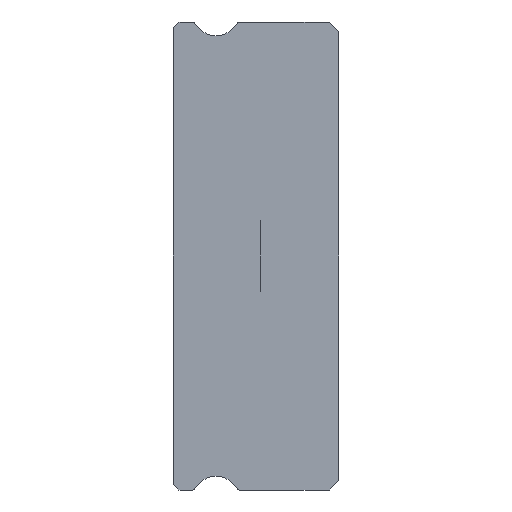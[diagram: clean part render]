
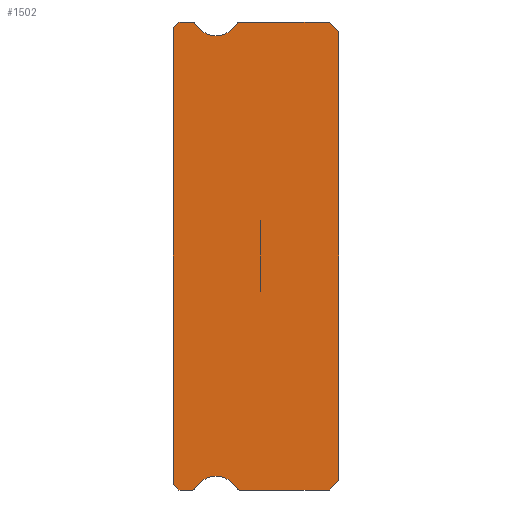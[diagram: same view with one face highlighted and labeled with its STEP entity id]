
A CAD part, left-side view. The second image highlights one B-rep face of the part: STEP entity #1502.
In plain terms, the highlighted planar face has unit normal (-1, 0, 0).
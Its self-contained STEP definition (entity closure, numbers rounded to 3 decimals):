
#45 = VERTEX_POINT ( 'NONE', #1570 ) ;
#48 = VERTEX_POINT ( 'NONE', #526 ) ;
#130 = VERTEX_POINT ( 'NONE', #1634 ) ;
#142 = DIRECTION ( 'NONE',  ( 0., 0., -1. ) ) ;
#173 = ORIENTED_EDGE ( 'NONE', *, *, #772, .T. ) ;
#181 = CARTESIAN_POINT ( 'NONE',  ( -5., 5.217, -11.925 ) ) ;
#194 = ORIENTED_EDGE ( 'NONE', *, *, #1170, .T. ) ;
#197 = DIRECTION ( 'NONE',  ( 0., 0., 1. ) ) ;
#212 = VERTEX_POINT ( 'NONE', #331 ) ;
#225 = EDGE_LOOP ( 'NONE', ( #1258, #194, #1906, #659, #1003, #1540, #2071, #397, #173, #853, #837, #1162, #1671, #1968, #333, #2122, #477 ) ) ;
#229 = PLANE ( 'NONE',  #1380 ) ;
#244 = AXIS2_PLACEMENT_3D ( 'NONE', #2081, #563, #1952 ) ;
#263 = CARTESIAN_POINT ( 'NONE',  ( -5., 8.2, -12. ) ) ;
#266 = CARTESIAN_POINT ( 'NONE',  ( -5., 5.088, -12. ) ) ;
#276 = CARTESIAN_POINT ( 'NONE',  ( -5., 0., -11.5 ) ) ;
#295 = CARTESIAN_POINT ( 'NONE',  ( -5., 7.512, -12. ) ) ;
#313 = DIRECTION ( 'NONE',  ( -1., 0., 0. ) ) ;
#331 = CARTESIAN_POINT ( 'NONE',  ( -5., 0.5, -12. ) ) ;
#333 = ORIENTED_EDGE ( 'NONE', *, *, #685, .F. ) ;
#349 = VECTOR ( 'NONE', #1087, 1000. ) ;
#351 = CARTESIAN_POINT ( 'NONE',  ( -5., 8.2, 12. ) ) ;
#360 = EDGE_CURVE ( 'NONE', #844, #1454, #402, .T. ) ;
#377 = EDGE_CURVE ( 'NONE', #2158, #442, #2209, .T. ) ;
#380 = CARTESIAN_POINT ( 'NONE',  ( -5., 5.088, 11.85 ) ) ;
#388 = AXIS2_PLACEMENT_3D ( 'NONE', #380, #1414, #1076 ) ;
#397 = ORIENTED_EDGE ( 'NONE', *, *, #2006, .F. ) ;
#402 = LINE ( 'NONE', #1422, #349 ) ;
#442 = VERTEX_POINT ( 'NONE', #1610 ) ;
#454 = VECTOR ( 'NONE', #197, 1000. ) ;
#460 = CIRCLE ( 'NONE', #1646, 0.15 ) ;
#467 = VERTEX_POINT ( 'NONE', #1382 ) ;
#477 = ORIENTED_EDGE ( 'NONE', *, *, #1805, .T. ) ;
#526 = CARTESIAN_POINT ( 'NONE',  ( -5., 7.383, -11.925 ) ) ;
#549 = VERTEX_POINT ( 'NONE', #1305 ) ;
#563 = DIRECTION ( 'NONE',  ( -1., 0., 0. ) ) ;
#603 = DIRECTION ( 'NONE',  ( 1., 0., 0. ) ) ;
#626 = DIRECTION ( 'NONE',  ( 0., -0.707, -0.707 ) ) ;
#628 = EDGE_CURVE ( 'NONE', #442, #467, #2028, .T. ) ;
#653 = DIRECTION ( 'NONE',  ( 0., -1., 0. ) ) ;
#659 = ORIENTED_EDGE ( 'NONE', *, *, #1868, .F. ) ;
#667 = EDGE_CURVE ( 'NONE', #1742, #48, #1782, .T. ) ;
#672 = CIRCLE ( 'NONE', #1609, 0.15 ) ;
#685 = EDGE_CURVE ( 'NONE', #844, #2158, #672, .T. ) ;
#689 = CARTESIAN_POINT ( 'NONE',  ( -5., 7.512, -12. ) ) ;
#697 = DIRECTION ( 'NONE',  ( 0., -0.707, -0.707 ) ) ;
#702 = DIRECTION ( 'NONE',  ( -1., 0., 0. ) ) ;
#718 = CARTESIAN_POINT ( 'NONE',  ( -5., 8.5, 11.85 ) ) ;
#753 = VECTOR ( 'NONE', #1082, 1000. ) ;
#761 = LINE ( 'NONE', #263, #1373 ) ;
#772 = EDGE_CURVE ( 'NONE', #972, #1929, #1418, .T. ) ;
#776 = DIRECTION ( 'NONE',  ( 0., 0., -1. ) ) ;
#784 = EDGE_CURVE ( 'NONE', #212, #1876, #1904, .T. ) ;
#837 = ORIENTED_EDGE ( 'NONE', *, *, #1913, .F. ) ;
#844 = VERTEX_POINT ( 'NONE', #1660 ) ;
#853 = ORIENTED_EDGE ( 'NONE', *, *, #1522, .F. ) ;
#856 = VECTOR ( 'NONE', #1419, 1000. ) ;
#906 = CIRCLE ( 'NONE', #388, 0.15 ) ;
#907 = CARTESIAN_POINT ( 'NONE',  ( -5., 0., 11.5 ) ) ;
#924 = CARTESIAN_POINT ( 'NONE',  ( -5., 7.512, -12. ) ) ;
#972 = VERTEX_POINT ( 'NONE', #1025 ) ;
#999 = AXIS2_PLACEMENT_3D ( 'NONE', #1829, #603, #776 ) ;
#1003 = ORIENTED_EDGE ( 'NONE', *, *, #667, .F. ) ;
#1008 = CARTESIAN_POINT ( 'NONE',  ( -5., 7.512, 11.85 ) ) ;
#1025 = CARTESIAN_POINT ( 'NONE',  ( -5., 0., -11.5 ) ) ;
#1042 = DIRECTION ( 'NONE',  ( 0., 0., -1. ) ) ;
#1076 = DIRECTION ( 'NONE',  ( 0., 0., -1. ) ) ;
#1079 = VECTOR ( 'NONE', #697, 1000. ) ;
#1082 = DIRECTION ( 'NONE',  ( 0., 0.707, -0.707 ) ) ;
#1087 = DIRECTION ( 'NONE',  ( 0., 1., 0. ) ) ;
#1121 = CARTESIAN_POINT ( 'NONE',  ( -5., 5.088, -11.85 ) ) ;
#1135 = CARTESIAN_POINT ( 'NONE',  ( -5., 0., 11.5 ) ) ;
#1138 = VECTOR ( 'NONE', #1838, 1000. ) ;
#1149 = DIRECTION ( 'NONE',  ( 0., 0.707, -0.707 ) ) ;
#1162 = ORIENTED_EDGE ( 'NONE', *, *, #1565, .F. ) ;
#1170 = EDGE_CURVE ( 'NONE', #549, #45, #761, .T. ) ;
#1172 = CARTESIAN_POINT ( 'NONE',  ( -5., 6.3, 12.55 ) ) ;
#1192 = LINE ( 'NONE', #689, #2105 ) ;
#1208 = CARTESIAN_POINT ( 'NONE',  ( -5., 6.3, -12.55 ) ) ;
#1238 = CARTESIAN_POINT ( 'NONE',  ( -5., 0.5, 12. ) ) ;
#1254 = DIRECTION ( 'NONE',  ( 0., 1., 0. ) ) ;
#1258 = ORIENTED_EDGE ( 'NONE', *, *, #1821, .F. ) ;
#1282 = LINE ( 'NONE', #1773, #753 ) ;
#1305 = CARTESIAN_POINT ( 'NONE',  ( -5., 8.5, -11.7 ) ) ;
#1316 = EDGE_CURVE ( 'NONE', #45, #1396, #1192, .T. ) ;
#1338 = CARTESIAN_POINT ( 'NONE',  ( -5., 0.5, 12. ) ) ;
#1373 = VECTOR ( 'NONE', #626, 1000. ) ;
#1380 = AXIS2_PLACEMENT_3D ( 'NONE', #1423, #1568, #1933 ) ;
#1382 = CARTESIAN_POINT ( 'NONE',  ( -5., 5.217, 11.925 ) ) ;
#1396 = VERTEX_POINT ( 'NONE', #295 ) ;
#1414 = DIRECTION ( 'NONE',  ( 1., 0., 0. ) ) ;
#1418 = LINE ( 'NONE', #907, #454 ) ;
#1419 = DIRECTION ( 'NONE',  ( 0., 0., 1. ) ) ;
#1422 = CARTESIAN_POINT ( 'NONE',  ( -5., 8.2, 12. ) ) ;
#1423 = CARTESIAN_POINT ( 'NONE',  ( -5., 7.512, 11.85 ) ) ;
#1433 = CIRCLE ( 'NONE', #999, 0.15 ) ;
#1454 = VERTEX_POINT ( 'NONE', #351 ) ;
#1461 = LINE ( 'NONE', #718, #856 ) ;
#1492 = LINE ( 'NONE', #276, #1987 ) ;
#1494 = LINE ( 'NONE', #1664, #1138 ) ;
#1502 = ADVANCED_FACE ( 'NONE', ( #1908 ), #229, .F. ) ;
#1522 = EDGE_CURVE ( 'NONE', #1943, #1929, #1740, .T. ) ;
#1540 = ORIENTED_EDGE ( 'NONE', *, *, #1588, .F. ) ;
#1549 = DIRECTION ( 'NONE',  ( 1., 0., 0. ) ) ;
#1565 = EDGE_CURVE ( 'NONE', #467, #1830, #906, .T. ) ;
#1568 = DIRECTION ( 'NONE',  ( 1., 0., 0. ) ) ;
#1570 = CARTESIAN_POINT ( 'NONE',  ( -5., 8.2, -12. ) ) ;
#1571 = DIRECTION ( 'NONE',  ( 0., 0., -1. ) ) ;
#1588 = EDGE_CURVE ( 'NONE', #1876, #1742, #460, .T. ) ;
#1609 = AXIS2_PLACEMENT_3D ( 'NONE', #1008, #1549, #1042 ) ;
#1610 = CARTESIAN_POINT ( 'NONE',  ( -5., 6.3, 11.3 ) ) ;
#1622 = DIRECTION ( 'NONE',  ( 0., 0., -1. ) ) ;
#1634 = CARTESIAN_POINT ( 'NONE',  ( -5., 8.5, 11.7 ) ) ;
#1639 = CARTESIAN_POINT ( 'NONE',  ( -5., 7.383, 11.925 ) ) ;
#1646 = AXIS2_PLACEMENT_3D ( 'NONE', #1121, #1797, #1622 ) ;
#1660 = CARTESIAN_POINT ( 'NONE',  ( -5., 7.512, 12. ) ) ;
#1664 = CARTESIAN_POINT ( 'NONE',  ( -5., 7.512, 12. ) ) ;
#1671 = ORIENTED_EDGE ( 'NONE', *, *, #628, .F. ) ;
#1711 = AXIS2_PLACEMENT_3D ( 'NONE', #1208, #313, #1571 ) ;
#1740 = LINE ( 'NONE', #1238, #1079 ) ;
#1742 = VERTEX_POINT ( 'NONE', #181 ) ;
#1773 = CARTESIAN_POINT ( 'NONE',  ( -5., 8.5, 11.7 ) ) ;
#1782 = CIRCLE ( 'NONE', #1711, 1.25 ) ;
#1797 = DIRECTION ( 'NONE',  ( 1., 0., 0. ) ) ;
#1805 = EDGE_CURVE ( 'NONE', #1454, #130, #1282, .T. ) ;
#1821 = EDGE_CURVE ( 'NONE', #549, #130, #1461, .T. ) ;
#1829 = CARTESIAN_POINT ( 'NONE',  ( -5., 7.512, -11.85 ) ) ;
#1830 = VERTEX_POINT ( 'NONE', #2078 ) ;
#1838 = DIRECTION ( 'NONE',  ( 0., -1., 0. ) ) ;
#1868 = EDGE_CURVE ( 'NONE', #48, #1396, #1433, .T. ) ;
#1876 = VERTEX_POINT ( 'NONE', #266 ) ;
#1893 = VECTOR ( 'NONE', #1254, 1000. ) ;
#1904 = LINE ( 'NONE', #924, #1893 ) ;
#1906 = ORIENTED_EDGE ( 'NONE', *, *, #1316, .T. ) ;
#1908 = FACE_OUTER_BOUND ( 'NONE', #225, .T. ) ;
#1913 = EDGE_CURVE ( 'NONE', #1830, #1943, #1494, .T. ) ;
#1929 = VERTEX_POINT ( 'NONE', #1135 ) ;
#1933 = DIRECTION ( 'NONE',  ( 0., 0., -1. ) ) ;
#1943 = VERTEX_POINT ( 'NONE', #1338 ) ;
#1952 = DIRECTION ( 'NONE',  ( 0., 0., -1. ) ) ;
#1968 = ORIENTED_EDGE ( 'NONE', *, *, #377, .F. ) ;
#1987 = VECTOR ( 'NONE', #1149, 1000. ) ;
#1995 = AXIS2_PLACEMENT_3D ( 'NONE', #1172, #702, #142 ) ;
#2006 = EDGE_CURVE ( 'NONE', #972, #212, #1492, .T. ) ;
#2028 = CIRCLE ( 'NONE', #1995, 1.25 ) ;
#2071 = ORIENTED_EDGE ( 'NONE', *, *, #784, .F. ) ;
#2078 = CARTESIAN_POINT ( 'NONE',  ( -5., 5.088, 12. ) ) ;
#2081 = CARTESIAN_POINT ( 'NONE',  ( -5., 6.3, 12.55 ) ) ;
#2105 = VECTOR ( 'NONE', #653, 1000. ) ;
#2122 = ORIENTED_EDGE ( 'NONE', *, *, #360, .T. ) ;
#2158 = VERTEX_POINT ( 'NONE', #1639 ) ;
#2209 = CIRCLE ( 'NONE', #244, 1.25 ) ;
